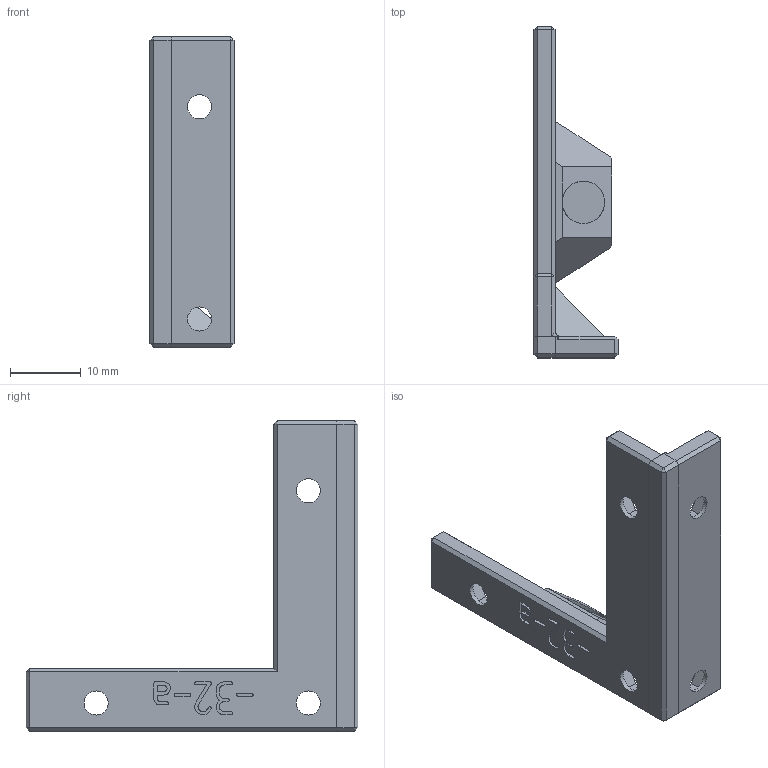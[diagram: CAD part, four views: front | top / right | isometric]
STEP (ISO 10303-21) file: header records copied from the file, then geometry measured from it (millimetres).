
FILE_DESCRIPTION(('FreeCAD Model'),'2;1');
FILE_NAME('Open CASCADE Shape Model','2023-10-11T21:04:42',(''),(''), 'Open CASCADE STEP processor 7.6','FreeCAD','Unknown');
FILE_SCHEMA(('AUTOMOTIVE_DESIGN { 1 0 10303 214 1 1 1 1 }'));
Length unit declared in the file: millimetre
Products named in the file (1): P0170-32-a_Eckverbinder_Magnetplatte_Magnet_unten
Bounding box: 11.9 x 46.9 x 43.9 mm (x, y, z)
Volume: 4102.5 mm3; surface area: 3395.8 mm2
Topology: 1 solids, 1 shells, 201 faces, 521 edges, 329 vertices
Faces by surface type: plane 127, extrusion 66, cylinder 6, bspline 2
Full cylindrical faces by diameter (mm): 3.4 x5, 6 x1
Entity records: 13567 total; most frequent: CARTESIAN_POINT 3522, DIRECTION 1618, VECTOR 1311, LINE 1245, ORIENTED_EDGE 1034, PCURVE 1034, DEFINITIONAL_REPRESENTATION 1034, EDGE_CURVE 517
